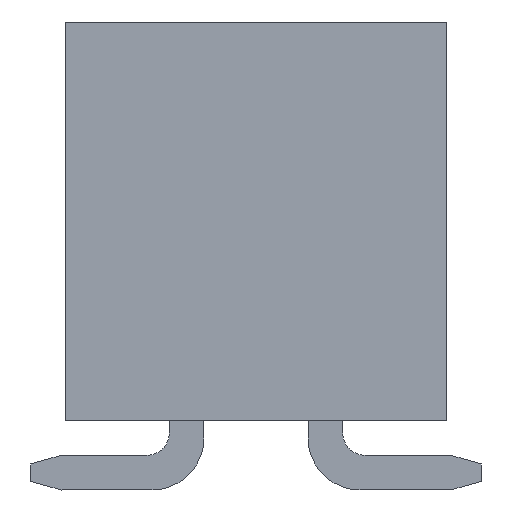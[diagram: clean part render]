
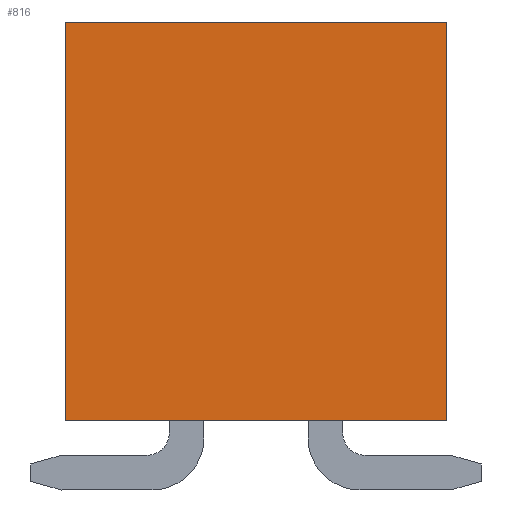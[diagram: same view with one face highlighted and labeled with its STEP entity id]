
A CAD part, left-side view. The second image highlights one B-rep face of the part: STEP entity #816.
In plain terms, the highlighted planar face has unit normal (-1, 0, 0).
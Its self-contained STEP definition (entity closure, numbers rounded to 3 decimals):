
#816=ADVANCED_FACE('',(#1656),#1657,.F.);
#1656=FACE_OUTER_BOUND('',#2489,.T.);
#1657=PLANE('',#2490);
#2489=EDGE_LOOP('',(#4955,#4956,#4957,#4958));
#2490=AXIS2_PLACEMENT_3D('',#4959,#4960,#4961);
#4955=ORIENTED_EDGE('',*,*,#5948,.T.);
#4956=ORIENTED_EDGE('',*,*,#5137,.F.);
#4957=ORIENTED_EDGE('',*,*,#5945,.F.);
#4958=ORIENTED_EDGE('',*,*,#5942,.F.);
#4959=CARTESIAN_POINT('',(-10.5,0.0,2.875));
#4960=DIRECTION('',(1.0,0.0,0.0));
#4961=DIRECTION('',(0.0,0.0,-1.0));
#5137=EDGE_CURVE('',#6200,#6202,#6203,.T.);
#5942=EDGE_CURVE('',#7385,#7387,#7388,.T.);
#5945=EDGE_CURVE('',#7387,#6200,#7391,.T.);
#5948=EDGE_CURVE('',#7385,#6202,#7394,.T.);
#6200=VERTEX_POINT('',#7759);
#6202=VERTEX_POINT('',#7762);
#6203=LINE('',#7763,#7764);
#7385=VERTEX_POINT('',#9476);
#7387=VERTEX_POINT('',#9479);
#7388=LINE('',#9480,#9481);
#7391=LINE('',#9485,#9486);
#7394=LINE('',#9490,#9491);
#7759=CARTESIAN_POINT('',(-10.5,-2.75,0.0));
#7762=CARTESIAN_POINT('',(-10.5,2.75,0.0));
#7763=CARTESIAN_POINT('',(-10.5,0.0,0.0));
#7764=VECTOR('',#9634,1.0);
#9476=CARTESIAN_POINT('',(-10.5,2.75,5.75));
#9479=CARTESIAN_POINT('',(-10.5,-2.75,5.75));
#9480=CARTESIAN_POINT('',(-10.5,0.0,5.75));
#9481=VECTOR('',#10310,1.0);
#9485=CARTESIAN_POINT('',(-10.5,-2.75,2.875));
#9486=VECTOR('',#10312,1.0);
#9490=CARTESIAN_POINT('',(-10.5,2.75,2.875));
#9491=VECTOR('',#10314,1.0);
#9634=DIRECTION('',(0.0,1.0,0.0));
#10310=DIRECTION('',(0.0,-1.0,0.0));
#10312=DIRECTION('',(0.0,0.0,-1.0));
#10314=DIRECTION('',(0.0,0.0,-1.0));
